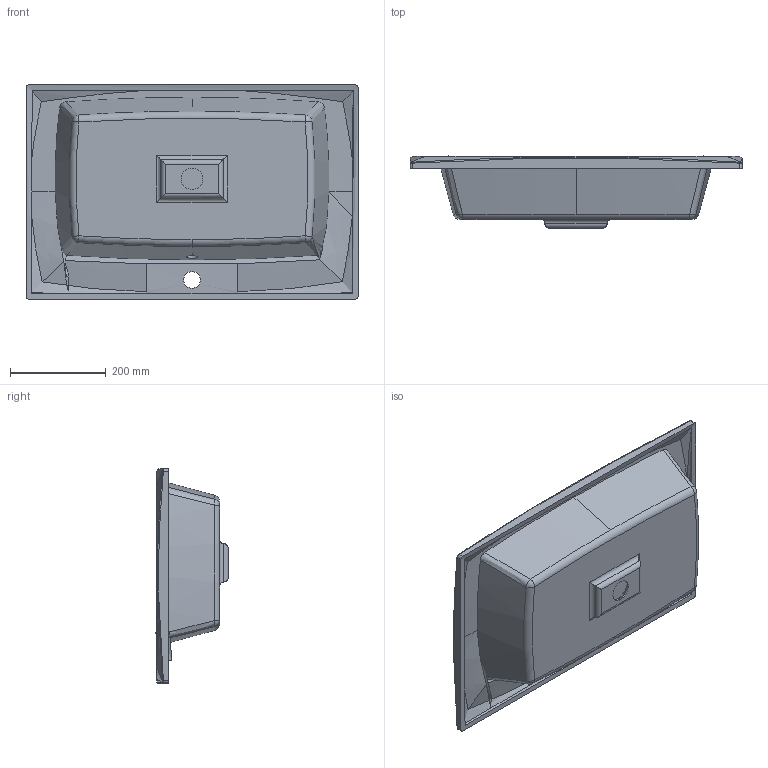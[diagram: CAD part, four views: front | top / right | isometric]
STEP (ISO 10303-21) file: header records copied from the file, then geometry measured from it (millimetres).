
FILE_DESCRIPTION (( 'STEP AP214' ), '1' );
FILE_NAME ('egoist.STEP', '2019-10-28T07:49:36', ( '' ), ( '' ), 'SwSTEP 2.0', 'SolidWorks 2018', '' );
FILE_SCHEMA (( 'AUTOMOTIVE_DESIGN' ));
Length unit declared in the file: millimetre
Products named in the file (1): egoist
Bounding box: 695 x 151.58 x 448 mm (x, y, z)
Volume: 6027786.9 mm3; surface area: 987749.1 mm2
Topology: 1 solids, 1 shells, 281 faces, 685 edges, 391 vertices
Faces by surface type: bspline 128, cylinder 49, plane 37, torus 31, cone 22, sphere 14
Entity records: 15733 total; most frequent: CARTESIAN_POINT 10153, ORIENTED_EDGE 1334, DIRECTION 918, EDGE_CURVE 667, AXIS2_PLACEMENT_3D 398, VERTEX_POINT 391, EDGE_LOOP 296, B_SPLINE_CURVE_WITH_KNOTS 293
